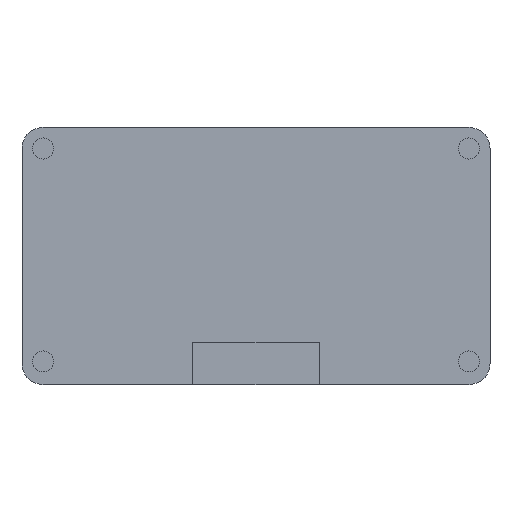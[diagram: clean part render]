
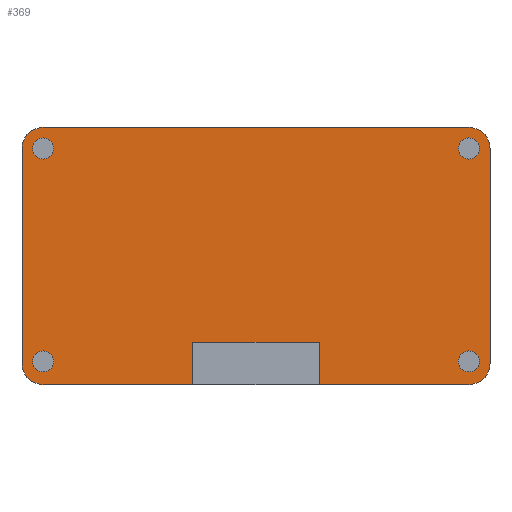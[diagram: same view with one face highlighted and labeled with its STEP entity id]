
A CAD part, front view. The second image highlights one B-rep face of the part: STEP entity #369.
In plain terms, the highlighted planar face has unit normal (0, -1, 0).
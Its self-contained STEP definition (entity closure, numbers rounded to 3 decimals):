
#14=FACE_BOUND('',#57,.T.);
#15=FACE_BOUND('',#58,.T.);
#16=FACE_BOUND('',#59,.T.);
#17=FACE_BOUND('',#60,.T.);
#19=PLANE('',#416);
#34=FACE_OUTER_BOUND('',#56,.T.);
#56=EDGE_LOOP('',(#248,#249,#250,#251,#252,#253,#254,#255,#256,#257,#258,
#259));
#57=EDGE_LOOP('',(#260));
#58=EDGE_LOOP('',(#261));
#59=EDGE_LOOP('',(#262));
#60=EDGE_LOOP('',(#263));
#82=LINE('',#572,#114);
#85=LINE('',#578,#117);
#86=LINE('',#582,#118);
#87=LINE('',#586,#119);
#88=LINE('',#588,#120);
#89=LINE('',#590,#121);
#90=LINE('',#592,#122);
#91=LINE('',#594,#123);
#114=VECTOR('',#462,10.);
#117=VECTOR('',#467,10.);
#118=VECTOR('',#470,10.);
#119=VECTOR('',#473,10.);
#120=VECTOR('',#474,10.);
#121=VECTOR('',#475,10.);
#122=VECTOR('',#476,10.);
#123=VECTOR('',#477,10.);
#145=CIRCLE('',#414,2.5);
#146=CIRCLE('',#417,2.5);
#147=CIRCLE('',#418,2.5);
#148=CIRCLE('',#419,2.5);
#149=CIRCLE('',#420,1.25);
#150=CIRCLE('',#421,1.25);
#151=CIRCLE('',#422,1.25);
#152=CIRCLE('',#423,1.25);
#162=VERTEX_POINT('',#565);
#163=VERTEX_POINT('',#567);
#164=VERTEX_POINT('',#571);
#166=VERTEX_POINT('',#577);
#167=VERTEX_POINT('',#579);
#168=VERTEX_POINT('',#581);
#169=VERTEX_POINT('',#583);
#170=VERTEX_POINT('',#585);
#171=VERTEX_POINT('',#587);
#172=VERTEX_POINT('',#589);
#173=VERTEX_POINT('',#591);
#174=VERTEX_POINT('',#593);
#175=VERTEX_POINT('',#596);
#176=VERTEX_POINT('',#598);
#177=VERTEX_POINT('',#600);
#178=VERTEX_POINT('',#602);
#194=EDGE_CURVE('',#162,#163,#145,.T.);
#196=EDGE_CURVE('',#163,#164,#82,.T.);
#199=EDGE_CURVE('',#166,#162,#85,.T.);
#200=EDGE_CURVE('',#167,#166,#146,.T.);
#201=EDGE_CURVE('',#168,#167,#86,.T.);
#202=EDGE_CURVE('',#169,#168,#147,.T.);
#203=EDGE_CURVE('',#170,#169,#87,.T.);
#204=EDGE_CURVE('',#170,#171,#88,.T.);
#205=EDGE_CURVE('',#171,#172,#89,.T.);
#206=EDGE_CURVE('',#172,#173,#90,.T.);
#207=EDGE_CURVE('',#174,#173,#91,.T.);
#208=EDGE_CURVE('',#164,#174,#148,.T.);
#209=EDGE_CURVE('',#175,#175,#149,.T.);
#210=EDGE_CURVE('',#176,#176,#150,.T.);
#211=EDGE_CURVE('',#177,#177,#151,.T.);
#212=EDGE_CURVE('',#178,#178,#152,.T.);
#248=ORIENTED_EDGE('',*,*,#194,.F.);
#249=ORIENTED_EDGE('',*,*,#199,.F.);
#250=ORIENTED_EDGE('',*,*,#200,.F.);
#251=ORIENTED_EDGE('',*,*,#201,.F.);
#252=ORIENTED_EDGE('',*,*,#202,.F.);
#253=ORIENTED_EDGE('',*,*,#203,.F.);
#254=ORIENTED_EDGE('',*,*,#204,.T.);
#255=ORIENTED_EDGE('',*,*,#205,.T.);
#256=ORIENTED_EDGE('',*,*,#206,.T.);
#257=ORIENTED_EDGE('',*,*,#207,.F.);
#258=ORIENTED_EDGE('',*,*,#208,.F.);
#259=ORIENTED_EDGE('',*,*,#196,.F.);
#260=ORIENTED_EDGE('',*,*,#209,.T.);
#261=ORIENTED_EDGE('',*,*,#210,.T.);
#262=ORIENTED_EDGE('',*,*,#211,.T.);
#263=ORIENTED_EDGE('',*,*,#212,.T.);
#369=ADVANCED_FACE('',(#34,#14,#15,#16,#17),#19,.F.);
#414=AXIS2_PLACEMENT_3D('',#568,#457,#458);
#416=AXIS2_PLACEMENT_3D('',#576,#465,#466);
#417=AXIS2_PLACEMENT_3D('',#580,#468,#469);
#418=AXIS2_PLACEMENT_3D('',#584,#471,#472);
#419=AXIS2_PLACEMENT_3D('',#595,#478,#479);
#420=AXIS2_PLACEMENT_3D('',#597,#480,#481);
#421=AXIS2_PLACEMENT_3D('',#599,#482,#483);
#422=AXIS2_PLACEMENT_3D('',#601,#484,#485);
#423=AXIS2_PLACEMENT_3D('',#603,#486,#487);
#457=DIRECTION('center_axis',(0.,1.,0.));
#458=DIRECTION('ref_axis',(0.707,0.,0.707));
#462=DIRECTION('',(0.,0.,-1.));
#465=DIRECTION('center_axis',(0.,1.,0.));
#466=DIRECTION('ref_axis',(0.,0.,1.));
#467=DIRECTION('',(1.,0.,0.));
#468=DIRECTION('center_axis',(0.,1.,0.));
#469=DIRECTION('ref_axis',(-0.707,0.,0.707));
#470=DIRECTION('',(0.,0.,1.));
#471=DIRECTION('center_axis',(0.,1.,0.));
#472=DIRECTION('ref_axis',(-0.707,0.,-0.707));
#473=DIRECTION('',(-1.,0.,0.));
#474=DIRECTION('',(0.,0.,1.));
#475=DIRECTION('',(1.,0.,0.));
#476=DIRECTION('',(0.,0.,-1.));
#477=DIRECTION('',(-1.,0.,0.));
#478=DIRECTION('center_axis',(0.,1.,0.));
#479=DIRECTION('ref_axis',(0.707,0.,-0.707));
#480=DIRECTION('center_axis',(0.,1.,0.));
#481=DIRECTION('ref_axis',(1.,0.,0.));
#482=DIRECTION('center_axis',(0.,1.,0.));
#483=DIRECTION('ref_axis',(1.,0.,0.));
#484=DIRECTION('center_axis',(0.,1.,0.));
#485=DIRECTION('ref_axis',(1.,0.,0.));
#486=DIRECTION('center_axis',(0.,1.,0.));
#487=DIRECTION('ref_axis',(1.,0.,0.));
#565=CARTESIAN_POINT('',(25.25,158.,15.25));
#567=CARTESIAN_POINT('',(27.75,158.,12.75));
#568=CARTESIAN_POINT('Origin',(25.25,158.,12.75));
#571=CARTESIAN_POINT('',(27.75,158.,-12.75));
#572=CARTESIAN_POINT('',(27.75,158.,15.25));
#576=CARTESIAN_POINT('Origin',(0.,158.,0.));
#577=CARTESIAN_POINT('',(-25.25,158.,15.25));
#578=CARTESIAN_POINT('',(-27.75,158.,15.25));
#579=CARTESIAN_POINT('',(-27.75,158.,12.75));
#580=CARTESIAN_POINT('Origin',(-25.25,158.,12.75));
#581=CARTESIAN_POINT('',(-27.75,158.,-12.75));
#582=CARTESIAN_POINT('',(-27.75,158.,-15.25));
#583=CARTESIAN_POINT('',(-25.25,158.,-15.25));
#584=CARTESIAN_POINT('Origin',(-25.25,158.,-12.75));
#585=CARTESIAN_POINT('',(-7.5,158.,-15.25));
#586=CARTESIAN_POINT('',(27.75,158.,-15.25));
#587=CARTESIAN_POINT('',(-7.5,158.,-10.25));
#588=CARTESIAN_POINT('',(-7.5,158.,-7.625));
#589=CARTESIAN_POINT('',(7.5,158.,-10.25));
#590=CARTESIAN_POINT('',(0.,158.,-10.25));
#591=CARTESIAN_POINT('',(7.5,158.,-15.25));
#592=CARTESIAN_POINT('',(7.5,158.,-7.625));
#593=CARTESIAN_POINT('',(25.25,158.,-15.25));
#594=CARTESIAN_POINT('',(27.75,158.,-15.25));
#595=CARTESIAN_POINT('Origin',(25.25,158.,-12.75));
#596=CARTESIAN_POINT('',(24.,158.,-12.503));
#597=CARTESIAN_POINT('Origin',(25.25,158.,-12.503));
#598=CARTESIAN_POINT('',(-26.5,158.,12.75));
#599=CARTESIAN_POINT('Origin',(-25.25,158.,12.75));
#600=CARTESIAN_POINT('',(24.,158.,12.75));
#601=CARTESIAN_POINT('Origin',(25.25,158.,12.75));
#602=CARTESIAN_POINT('',(-26.5,158.,-12.503));
#603=CARTESIAN_POINT('Origin',(-25.25,158.,-12.503));
